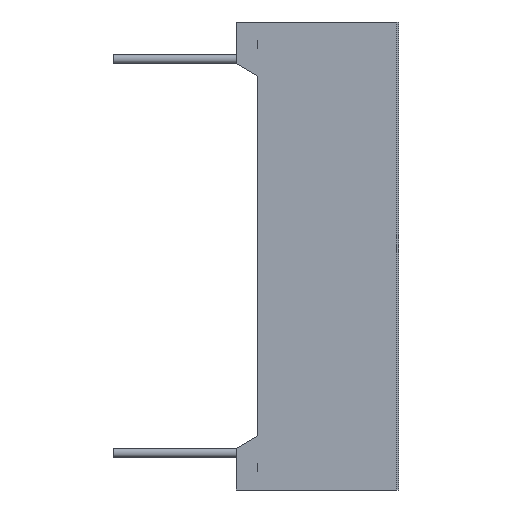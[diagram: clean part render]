
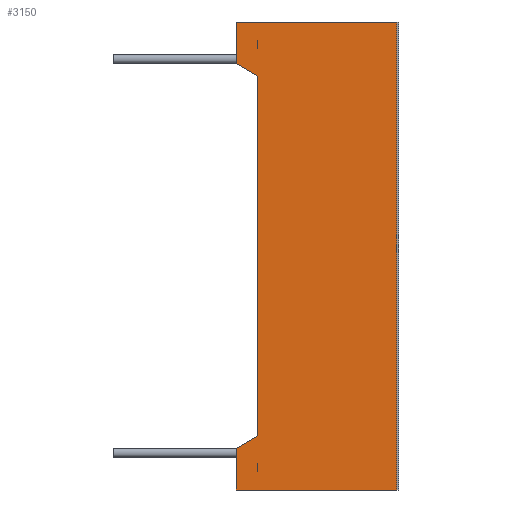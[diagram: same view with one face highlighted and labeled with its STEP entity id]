
A CAD part, left-side view. The second image highlights one B-rep face of the part: STEP entity #3150.
In plain terms, the highlighted planar face has unit normal (-1, 0, 0).
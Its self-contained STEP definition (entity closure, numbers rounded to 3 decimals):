
#59=FACE_BOUND('',#532,.T.);
#60=FACE_BOUND('',#533,.T.);
#331=FACE_OUTER_BOUND('',#531,.T.);
#531=EDGE_LOOP('',(#2731,#2732,#2733,#2734,#2735,#2736,#2737,#2738));
#532=EDGE_LOOP('',(#2739,#2740,#2741));
#533=EDGE_LOOP('',(#2742,#2743,#2744));
#833=LINE('',#4966,#1198);
#856=LINE('',#5013,#1221);
#867=LINE('',#5035,#1232);
#870=LINE('',#5041,#1235);
#874=LINE('',#5048,#1239);
#875=LINE('',#5050,#1240);
#879=LINE('',#5057,#1244);
#882=LINE('',#5063,#1247);
#892=LINE('',#5081,#1257);
#897=LINE('',#5090,#1262);
#906=LINE('',#5107,#1271);
#916=LINE('',#5126,#1281);
#917=LINE('',#5129,#1282);
#918=LINE('',#5130,#1283);
#1198=VECTOR('',#4054,10.);
#1221=VECTOR('',#4083,10.);
#1232=VECTOR('',#4098,10.);
#1235=VECTOR('',#4103,10.);
#1239=VECTOR('',#4109,10.);
#1240=VECTOR('',#4112,10.);
#1244=VECTOR('',#4118,10.);
#1247=VECTOR('',#4123,10.);
#1257=VECTOR('',#4139,10.);
#1262=VECTOR('',#4150,10.);
#1271=VECTOR('',#4165,10.);
#1281=VECTOR('',#4185,10.);
#1282=VECTOR('',#4188,10.);
#1283=VECTOR('',#4189,10.);
#1504=VERTEX_POINT('',#4963);
#1505=VERTEX_POINT('',#4965);
#1525=VERTEX_POINT('',#5010);
#1526=VERTEX_POINT('',#5012);
#1534=VERTEX_POINT('',#5032);
#1535=VERTEX_POINT('',#5034);
#1537=VERTEX_POINT('',#5040);
#1539=VERTEX_POINT('',#5046);
#1541=VERTEX_POINT('',#5055);
#1543=VERTEX_POINT('',#5061);
#1547=VERTEX_POINT('',#5076);
#1554=VERTEX_POINT('',#5105);
#1558=VERTEX_POINT('',#5124);
#1559=VERTEX_POINT('',#5128);
#1879=EDGE_CURVE('',#1505,#1504,#833,.T.);
#1902=EDGE_CURVE('',#1526,#1525,#856,.T.);
#1913=EDGE_CURVE('',#1534,#1535,#867,.T.);
#1916=EDGE_CURVE('',#1505,#1537,#870,.T.);
#1920=EDGE_CURVE('',#1539,#1534,#874,.T.);
#1921=EDGE_CURVE('',#1537,#1504,#875,.T.);
#1925=EDGE_CURVE('',#1539,#1541,#879,.T.);
#1928=EDGE_CURVE('',#1525,#1543,#882,.T.);
#1938=EDGE_CURVE('',#1535,#1547,#892,.T.);
#1943=EDGE_CURVE('',#1526,#1543,#897,.T.);
#1952=EDGE_CURVE('',#1554,#1541,#906,.T.);
#1962=EDGE_CURVE('',#1558,#1547,#916,.T.);
#1963=EDGE_CURVE('',#1559,#1554,#917,.T.);
#1964=EDGE_CURVE('',#1558,#1559,#918,.T.);
#2731=ORIENTED_EDGE('',*,*,#1938,.F.);
#2732=ORIENTED_EDGE('',*,*,#1913,.F.);
#2733=ORIENTED_EDGE('',*,*,#1920,.F.);
#2734=ORIENTED_EDGE('',*,*,#1925,.T.);
#2735=ORIENTED_EDGE('',*,*,#1952,.F.);
#2736=ORIENTED_EDGE('',*,*,#1963,.F.);
#2737=ORIENTED_EDGE('',*,*,#1964,.F.);
#2738=ORIENTED_EDGE('',*,*,#1962,.T.);
#2739=ORIENTED_EDGE('',*,*,#1879,.T.);
#2740=ORIENTED_EDGE('',*,*,#1921,.F.);
#2741=ORIENTED_EDGE('',*,*,#1916,.F.);
#2742=ORIENTED_EDGE('',*,*,#1943,.F.);
#2743=ORIENTED_EDGE('',*,*,#1902,.T.);
#2744=ORIENTED_EDGE('',*,*,#1928,.T.);
#2980=PLANE('',#3426);
#3150=ADVANCED_FACE('',(#331,#59,#60),#2980,.T.);
#3426=AXIS2_PLACEMENT_3D('',#5127,#4186,#4187);
#4054=DIRECTION('',(0.,-1.,0.));
#4083=DIRECTION('',(0.,1.,0.));
#4098=DIRECTION('',(0.,0.866,0.5));
#4103=DIRECTION('',(0.,-0.007,-1.));
#4109=DIRECTION('',(0.,0.,1.));
#4112=DIRECTION('',(0.,0.,1.));
#4118=DIRECTION('',(0.,0.866,-0.5));
#4123=DIRECTION('',(0.,-0.007,1.));
#4139=DIRECTION('',(0.,0.,1.));
#4150=DIRECTION('',(0.,0.,1.));
#4165=DIRECTION('',(0.,0.,1.));
#4185=DIRECTION('',(0.,1.,0.));
#4186=DIRECTION('center_axis',(-1.,0.,0.));
#4187=DIRECTION('ref_axis',(0.,0.,1.));
#4188=DIRECTION('',(0.,1.,0.));
#4189=DIRECTION('',(0.,0.,-1.));
#4963=CARTESIAN_POINT('',(0.,7.79,24.9));
#4965=CARTESIAN_POINT('',(0.,7.793,24.9));
#4966=CARTESIAN_POINT('',(0.,8.69,24.9));
#5010=CARTESIAN_POINT('',(0.,7.793,1.));
#5012=CARTESIAN_POINT('',(0.,7.79,1.));
#5013=CARTESIAN_POINT('',(0.,8.69,1.));
#5032=CARTESIAN_POINT('',(0.,7.79,22.906));
#5034=CARTESIAN_POINT('',(0.,8.99,23.599));
#5035=CARTESIAN_POINT('',(0.,7.78,22.9));
#5040=CARTESIAN_POINT('',(0.,7.79,24.431));
#5041=CARTESIAN_POINT('',(0.,7.8,25.9));
#5046=CARTESIAN_POINT('',(0.,7.79,2.994));
#5048=CARTESIAN_POINT('',(0.,7.79,25.9));
#5050=CARTESIAN_POINT('',(0.,7.79,25.9));
#5055=CARTESIAN_POINT('',(0.,8.99,2.301));
#5057=CARTESIAN_POINT('',(0.,7.78,3.));
#5061=CARTESIAN_POINT('',(0.,7.79,1.469));
#5063=CARTESIAN_POINT('',(0.,7.8,0.));
#5076=CARTESIAN_POINT('',(0.,8.99,25.9));
#5081=CARTESIAN_POINT('',(0.,8.99,24.9));
#5090=CARTESIAN_POINT('',(0.,7.79,25.9));
#5105=CARTESIAN_POINT('',(0.,8.99,0.));
#5107=CARTESIAN_POINT('',(0.,8.99,0.));
#5124=CARTESIAN_POINT('',(0.,0.1,25.9));
#5126=CARTESIAN_POINT('',(0.,0.1,25.9));
#5127=CARTESIAN_POINT('Origin',(0.,0.1,0.));
#5128=CARTESIAN_POINT('',(0.,0.1,0.));
#5129=CARTESIAN_POINT('',(0.,0.1,0.));
#5130=CARTESIAN_POINT('',(0.,0.1,25.9));
